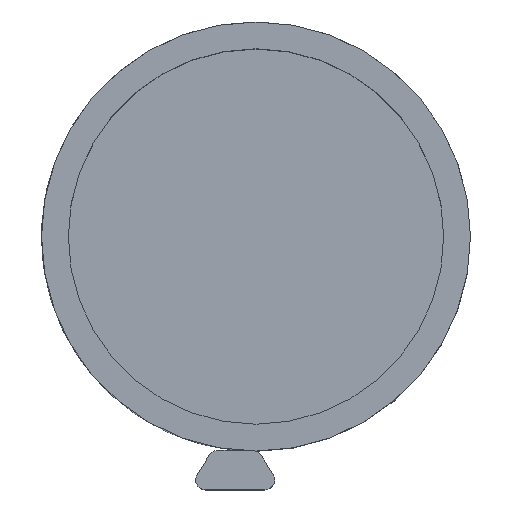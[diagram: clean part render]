
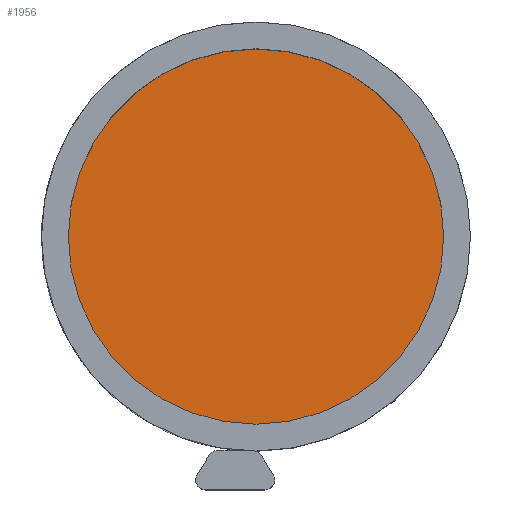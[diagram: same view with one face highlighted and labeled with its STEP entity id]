
A CAD part, top view. The second image highlights one B-rep face of the part: STEP entity #1956.
In plain terms, the highlighted planar face has unit normal (0, 0, 1).
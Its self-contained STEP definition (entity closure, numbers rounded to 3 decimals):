
#1890 = CYLINDRICAL_SURFACE('',#1891,35.);
#1891 = AXIS2_PLACEMENT_3D('',#1892,#1893,#1894);
#1892 = CARTESIAN_POINT('',(0.,0.,10.));
#1893 = DIRECTION('',(0.,0.,1.));
#1894 = DIRECTION('',(1.,0.,0.));
#1907 = VERTEX_POINT('',#1908);
#1908 = CARTESIAN_POINT('',(35.,0.,10.));
#1929 = EDGE_CURVE('',#1907,#1907,#1930,.T.);
#1930 = SURFACE_CURVE('',#1931,(#1936,#1943),.PCURVE_S1.);
#1931 = CIRCLE('',#1932,35.);
#1932 = AXIS2_PLACEMENT_3D('',#1933,#1934,#1935);
#1933 = CARTESIAN_POINT('',(0.,0.,10.));
#1934 = DIRECTION('',(0.,0.,1.));
#1935 = DIRECTION('',(1.,0.,0.));
#1936 = PCURVE('',#1890,#1937);
#1937 = DEFINITIONAL_REPRESENTATION('',(#1938),#1942);
#1938 = LINE('',#1939,#1940);
#1939 = CARTESIAN_POINT('',(0.,0.));
#1940 = VECTOR('',#1941,1.);
#1941 = DIRECTION('',(1.,0.));
#1942 = ( GEOMETRIC_REPRESENTATION_CONTEXT(2) 
PARAMETRIC_REPRESENTATION_CONTEXT() REPRESENTATION_CONTEXT('2D SPACE',''
  ) );
#1943 = PCURVE('',#1944,#1949);
#1944 = PLANE('',#1945);
#1945 = AXIS2_PLACEMENT_3D('',#1946,#1947,#1948);
#1946 = CARTESIAN_POINT('',(0.,0.,10.));
#1947 = DIRECTION('',(0.,0.,1.));
#1948 = DIRECTION('',(1.,0.,0.));
#1949 = DEFINITIONAL_REPRESENTATION('',(#1950),#1954);
#1950 = CIRCLE('',#1951,35.);
#1951 = AXIS2_PLACEMENT_2D('',#1952,#1953);
#1952 = CARTESIAN_POINT('',(0.,0.));
#1953 = DIRECTION('',(1.,0.));
#1954 = ( GEOMETRIC_REPRESENTATION_CONTEXT(2) 
PARAMETRIC_REPRESENTATION_CONTEXT() REPRESENTATION_CONTEXT('2D SPACE',''
  ) );
#1956 = ADVANCED_FACE('',(#1957),#1944,.T.);
#1957 = FACE_BOUND('',#1958,.F.);
#1958 = EDGE_LOOP('',(#1959));
#1959 = ORIENTED_EDGE('',*,*,#1929,.F.);
